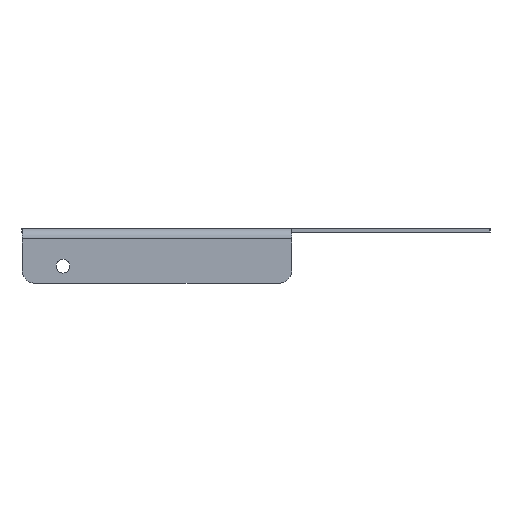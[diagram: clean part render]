
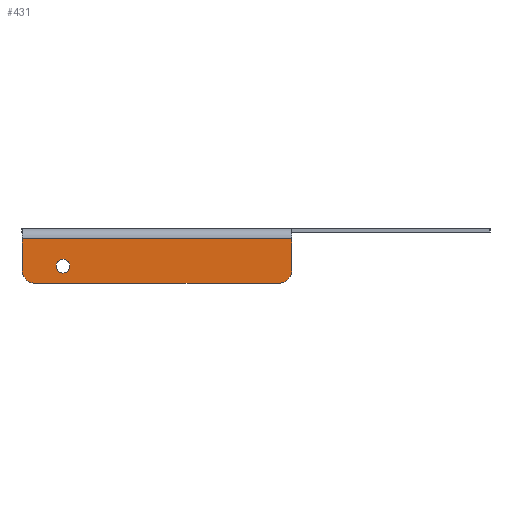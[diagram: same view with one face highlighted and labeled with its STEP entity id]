
A CAD part, left-side view. The second image highlights one B-rep face of the part: STEP entity #431.
In plain terms, the highlighted planar face has unit normal (-1, 0, 0).
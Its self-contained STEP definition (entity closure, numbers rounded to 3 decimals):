
#431=ADVANCED_FACE('',(#887,#889),#891,.T.);
#887=FACE_BOUND('',#888,.T.);
#888=EDGE_LOOP('',(#1240,#1241,#1242,#1243,#1244,#1245));
#889=FACE_BOUND('',#890,.T.);
#890=EDGE_LOOP('',(#1246));
#891=PLANE('',#892);
#892=AXIS2_PLACEMENT_3D('',#893,#894,#895);
#893=CARTESIAN_POINT('',(-124.5,0.,177.27));
#894=DIRECTION('',(-1.,0.,0.));
#895=DIRECTION('',(0.,0.,-1.));
#1240=ORIENTED_EDGE('',*,*,#1432,.F.);
#1241=ORIENTED_EDGE('',*,*,#1433,.T.);
#1242=ORIENTED_EDGE('',*,*,#1434,.F.);
#1243=ORIENTED_EDGE('',*,*,#1435,.T.);
#1244=ORIENTED_EDGE('',*,*,#1413,.T.);
#1245=ORIENTED_EDGE('',*,*,#1436,.T.);
#1246=ORIENTED_EDGE('',*,*,#1437,.T.);
#1413=EDGE_CURVE('',#1633,#1634,#1635,.T.);
#1432=EDGE_CURVE('',#1663,#1664,#1665,.F.);
#1433=EDGE_CURVE('',#1663,#1666,#1667,.T.);
#1434=EDGE_CURVE('',#1668,#1666,#1669,.F.);
#1435=EDGE_CURVE('',#1668,#1633,#1670,.T.);
#1436=EDGE_CURVE('',#1634,#1664,#1671,.T.);
#1437=EDGE_CURVE('',#1672,#1672,#1673,.F.);
#1633=VERTEX_POINT('',#2117);
#1634=VERTEX_POINT('',#2118);
#1635=LINE('',#2119,#2120);
#1663=VERTEX_POINT('',#2194);
#1664=VERTEX_POINT('',#2195);
#1665=CIRCLE('',#2196,4.);
#1666=VERTEX_POINT('',#2200);
#1667=LINE('',#2201,#2202);
#1668=VERTEX_POINT('',#2204);
#1669=CIRCLE('',#2205,4.);
#1670=LINE('',#2209,#2210);
#1671=LINE('',#2212,#2213);
#1672=VERTEX_POINT('',#2215);
#1673=CIRCLE('',#2216,2.);
#2117=CARTESIAN_POINT('',(-124.5,13.,52.));
#2118=CARTESIAN_POINT('',(-124.5,92.,52.));
#2119=CARTESIAN_POINT('',(-124.5,13.,52.));
#2120=VECTOR('',#2121,1.);
#2121=DIRECTION('',(0.,1.,0.));
#2194=CARTESIAN_POINT('',(-124.5,88.,39.));
#2195=CARTESIAN_POINT('',(-124.5,92.,43.));
#2196=AXIS2_PLACEMENT_3D('',#2197,#2198,#2199);
#2197=CARTESIAN_POINT('',(-124.5,88.,43.));
#2198=DIRECTION('',(-1.,0.,0.));
#2199=DIRECTION('',(0.,1.,0.));
#2200=CARTESIAN_POINT('',(-124.5,17.,39.));
#2201=CARTESIAN_POINT('',(-124.5,88.,39.));
#2202=VECTOR('',#2203,1.);
#2203=DIRECTION('',(0.,-1.,0.));
#2204=CARTESIAN_POINT('',(-124.5,13.,43.));
#2205=AXIS2_PLACEMENT_3D('',#2206,#2207,#2208);
#2206=CARTESIAN_POINT('',(-124.5,17.,43.));
#2207=DIRECTION('',(-1.,0.,0.));
#2208=DIRECTION('',(0.,0.,-1.));
#2209=CARTESIAN_POINT('',(-124.5,13.,43.));
#2210=VECTOR('',#2211,1.);
#2211=DIRECTION('',(0.,0.,1.));
#2212=CARTESIAN_POINT('',(-124.5,92.,52.));
#2213=VECTOR('',#2214,1.);
#2214=DIRECTION('',(0.,0.,-1.));
#2215=CARTESIAN_POINT('',(-124.5,78.,44.));
#2216=AXIS2_PLACEMENT_3D('',#2217,#2218,#2219);
#2217=CARTESIAN_POINT('',(-124.5,80.,44.));
#2218=DIRECTION('',(-1.,0.,0.));
#2219=DIRECTION('',(0.,-1.,0.));
